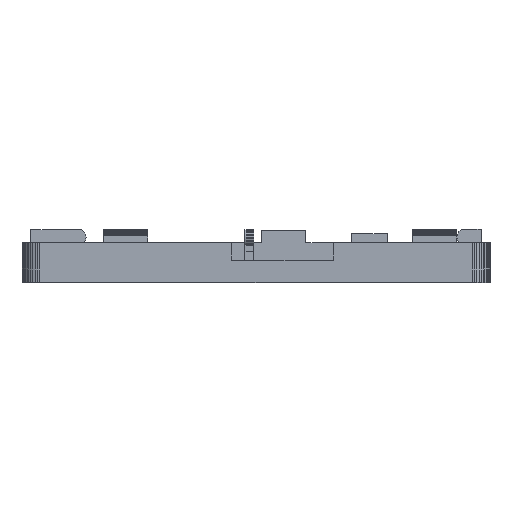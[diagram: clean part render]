
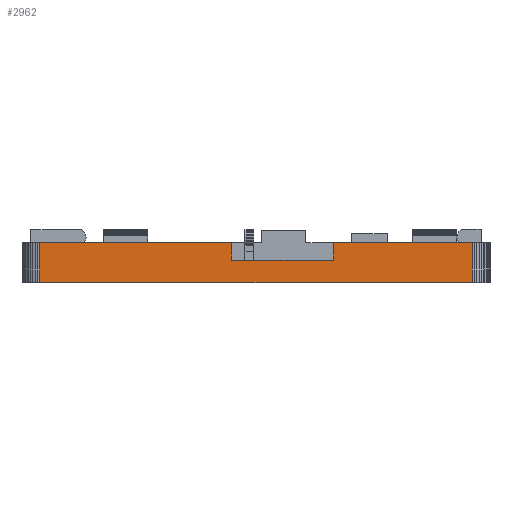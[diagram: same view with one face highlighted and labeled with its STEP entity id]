
A CAD part, top view. The second image highlights one B-rep face of the part: STEP entity #2962.
In plain terms, the highlighted planar face has unit normal (0, 0, 1).
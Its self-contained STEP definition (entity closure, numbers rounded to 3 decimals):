
#6 = CARTESIAN_POINT ( 'NONE',  ( 47.5, 9., 64. ) ) ;
#236 = CARTESIAN_POINT ( 'NONE',  ( 102., 0., 64. ) ) ;
#268 = VERTEX_POINT ( 'NONE', #1359 ) ;
#270 = EDGE_CURVE ( 'NONE', #12529, #7963, #1282, .T. ) ;
#338 = CARTESIAN_POINT ( 'NONE',  ( 47.5, 9., 64. ) ) ;
#514 = VECTOR ( 'NONE', #4461, 1000. ) ;
#534 = VECTOR ( 'NONE', #3854, 1000. ) ;
#685 = CARTESIAN_POINT ( 'NONE',  ( 4., 0., 64. ) ) ;
#915 = VERTEX_POINT ( 'NONE', #7504 ) ;
#1251 = DIRECTION ( 'NONE',  ( 0., 1., 0. ) ) ;
#1282 = LINE ( 'NONE', #1772, #514 ) ;
#1359 = CARTESIAN_POINT ( 'NONE',  ( 70.5, 9., 64. ) ) ;
#1684 = LINE ( 'NONE', #236, #9747 ) ;
#1772 = CARTESIAN_POINT ( 'NONE',  ( 21.689, 0., 64. ) ) ;
#2367 = EDGE_CURVE ( 'NONE', #11714, #3178, #8014, .T. ) ;
#2962 = ADVANCED_FACE ( 'NONE', ( #3948 ), #4990, .T. ) ;
#3178 = VERTEX_POINT ( 'NONE', #7902 ) ;
#3291 = CARTESIAN_POINT ( 'NONE',  ( 4., 9., 64. ) ) ;
#3854 = DIRECTION ( 'NONE',  ( 0., -1., 0. ) ) ;
#3943 = CARTESIAN_POINT ( 'NONE',  ( 4., 9., 64. ) ) ;
#3948 = FACE_OUTER_BOUND ( 'NONE', #12562, .T. ) ;
#4248 = VECTOR ( 'NONE', #7660, 1000. ) ;
#4272 = VECTOR ( 'NONE', #13347, 1000. ) ;
#4304 = LINE ( 'NONE', #3943, #534 ) ;
#4327 = LINE ( 'NONE', #8274, #9929 ) ;
#4461 = DIRECTION ( 'NONE',  ( -1., 0., 0. ) ) ;
#4630 = AXIS2_PLACEMENT_3D ( 'NONE', #5033, #13270, #12836 ) ;
#4757 = EDGE_CURVE ( 'NONE', #5642, #268, #9840, .T. ) ;
#4990 = PLANE ( 'NONE',  #4630 ) ;
#5033 = CARTESIAN_POINT ( 'NONE',  ( 0., 0., 64. ) ) ;
#5642 = VERTEX_POINT ( 'NONE', #11773 ) ;
#5764 = ORIENTED_EDGE ( 'NONE', *, *, #2367, .F. ) ;
#6205 = VECTOR ( 'NONE', #10765, 1000. ) ;
#6261 = DIRECTION ( 'NONE',  ( -1., 0., 0. ) ) ;
#6455 = ORIENTED_EDGE ( 'NONE', *, *, #10003, .T. ) ;
#6456 = VERTEX_POINT ( 'NONE', #3291 ) ;
#7504 = CARTESIAN_POINT ( 'NONE',  ( 102., 9., 64. ) ) ;
#7573 = ORIENTED_EDGE ( 'NONE', *, *, #7729, .T. ) ;
#7660 = DIRECTION ( 'NONE',  ( 0., 1., 0. ) ) ;
#7729 = EDGE_CURVE ( 'NONE', #6456, #7963, #4304, .T. ) ;
#7902 = CARTESIAN_POINT ( 'NONE',  ( 47.5, 5., 64. ) ) ;
#7963 = VERTEX_POINT ( 'NONE', #685 ) ;
#8014 = LINE ( 'NONE', #10737, #6205 ) ;
#8124 = CARTESIAN_POINT ( 'NONE',  ( 102., 0., 64. ) ) ;
#8274 = CARTESIAN_POINT ( 'NONE',  ( 47.5, 5., 64. ) ) ;
#8386 = ORIENTED_EDGE ( 'NONE', *, *, #270, .F. ) ;
#9150 = LINE ( 'NONE', #6, #12305 ) ;
#9372 = ORIENTED_EDGE ( 'NONE', *, *, #12234, .T. ) ;
#9747 = VECTOR ( 'NONE', #1251, 1000. ) ;
#9840 = LINE ( 'NONE', #9997, #4248 ) ;
#9929 = VECTOR ( 'NONE', #13557, 1000. ) ;
#9997 = CARTESIAN_POINT ( 'NONE',  ( 70.5, 5., 64. ) ) ;
#10003 = EDGE_CURVE ( 'NONE', #11714, #6456, #9150, .T. ) ;
#10737 = CARTESIAN_POINT ( 'NONE',  ( 47.5, 9., 64. ) ) ;
#10765 = DIRECTION ( 'NONE',  ( 0., -1., 0. ) ) ;
#11408 = ORIENTED_EDGE ( 'NONE', *, *, #13543, .T. ) ;
#11714 = VERTEX_POINT ( 'NONE', #338 ) ;
#11773 = CARTESIAN_POINT ( 'NONE',  ( 70.5, 5., 64. ) ) ;
#12069 = EDGE_CURVE ( 'NONE', #3178, #5642, #4327, .T. ) ;
#12232 = ORIENTED_EDGE ( 'NONE', *, *, #4757, .F. ) ;
#12234 = EDGE_CURVE ( 'NONE', #12529, #915, #1684, .T. ) ;
#12285 = CARTESIAN_POINT ( 'NONE',  ( 47.5, 9., 64. ) ) ;
#12305 = VECTOR ( 'NONE', #6261, 1000. ) ;
#12529 = VERTEX_POINT ( 'NONE', #8124 ) ;
#12562 = EDGE_LOOP ( 'NONE', ( #5764, #6455, #7573, #8386, #9372, #11408, #12232, #12910 ) ) ;
#12671 = LINE ( 'NONE', #12285, #4272 ) ;
#12836 = DIRECTION ( 'NONE',  ( 1., 0., 0. ) ) ;
#12910 = ORIENTED_EDGE ( 'NONE', *, *, #12069, .F. ) ;
#13270 = DIRECTION ( 'NONE',  ( 0., 0., 1. ) ) ;
#13347 = DIRECTION ( 'NONE',  ( -1., 0., 0. ) ) ;
#13543 = EDGE_CURVE ( 'NONE', #915, #268, #12671, .T. ) ;
#13557 = DIRECTION ( 'NONE',  ( 1., 0., 0. ) ) ;
